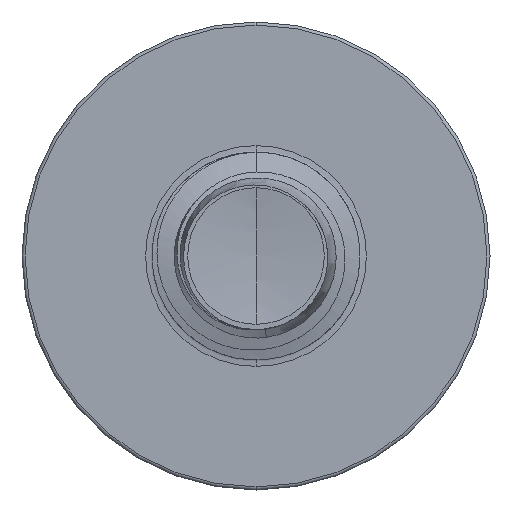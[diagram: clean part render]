
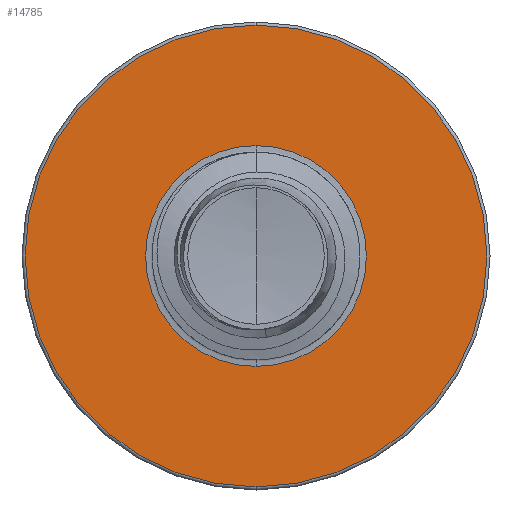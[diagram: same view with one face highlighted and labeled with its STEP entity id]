
A CAD part, front view. The second image highlights one B-rep face of the part: STEP entity #14785.
In plain terms, the highlighted planar face has unit normal (0, -1, 0).
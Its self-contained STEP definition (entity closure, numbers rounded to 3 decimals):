
#361 = DIRECTION ( 'NONE',  ( 0., 0., 1. ) ) ;
#878 = CARTESIAN_POINT ( 'NONE',  ( 0., 7.5, -6.66 ) ) ;
#1611 = EDGE_CURVE ( 'NONE', #3583, #3252, #11471, .T. ) ;
#2005 = AXIS2_PLACEMENT_3D ( 'NONE', #17825, #9305, #361 ) ;
#2490 = CARTESIAN_POINT ( 'NONE',  ( 0., 7.5, 6.66 ) ) ;
#2529 = EDGE_CURVE ( 'NONE', #11796, #9029, #4351, .T. ) ;
#2709 = PLANE ( 'NONE',  #15288 ) ;
#3252 = VERTEX_POINT ( 'NONE', #2490 ) ;
#3583 = VERTEX_POINT ( 'NONE', #878 ) ;
#4000 = ORIENTED_EDGE ( 'NONE', *, *, #1611, .F. ) ;
#4010 = AXIS2_PLACEMENT_3D ( 'NONE', #10403, #11638, #11749 ) ;
#4179 = EDGE_LOOP ( 'NONE', ( #6878, #7013 ) ) ;
#4273 = FACE_OUTER_BOUND ( 'NONE', #13836, .T. ) ;
#4335 = DIRECTION ( 'NONE',  ( 0., 0., 1. ) ) ;
#4351 = CIRCLE ( 'NONE', #9543, 3.186 ) ;
#6017 = DIRECTION ( 'NONE',  ( 0., 0., 1. ) ) ;
#6036 = DIRECTION ( 'NONE',  ( 0., 1., 0. ) ) ;
#6054 = CARTESIAN_POINT ( 'NONE',  ( 0., 7.5, 0. ) ) ;
#6878 = ORIENTED_EDGE ( 'NONE', *, *, #18792, .T. ) ;
#7013 = ORIENTED_EDGE ( 'NONE', *, *, #2529, .T. ) ;
#7693 = FACE_BOUND ( 'NONE', #4179, .T. ) ;
#8118 = DIRECTION ( 'NONE',  ( 0., 1., 0. ) ) ;
#9029 = VERTEX_POINT ( 'NONE', #10482 ) ;
#9305 = DIRECTION ( 'NONE',  ( 0., 1., 0. ) ) ;
#9543 = AXIS2_PLACEMENT_3D ( 'NONE', #6054, #6036, #6017 ) ;
#10403 = CARTESIAN_POINT ( 'NONE',  ( 0., 7.5, 0. ) ) ;
#10482 = CARTESIAN_POINT ( 'NONE',  ( 0., 7.5, 3.186 ) ) ;
#11471 = CIRCLE ( 'NONE', #4010, 6.66 ) ;
#11638 = DIRECTION ( 'NONE',  ( 0., 1., 0. ) ) ;
#11749 = DIRECTION ( 'NONE',  ( 0., 0., 1. ) ) ;
#11796 = VERTEX_POINT ( 'NONE', #18637 ) ;
#13109 = DIRECTION ( 'NONE',  ( 0., 1., 0. ) ) ;
#13836 = EDGE_LOOP ( 'NONE', ( #15470, #4000 ) ) ;
#14480 = CARTESIAN_POINT ( 'NONE',  ( 0., 7.5, -3.186 ) ) ;
#14785 = ADVANCED_FACE ( 'NONE', ( #4273, #7693 ), #2709, .F. ) ;
#14951 = CIRCLE ( 'NONE', #2005, 6.66 ) ;
#15051 = AXIS2_PLACEMENT_3D ( 'NONE', #16735, #8118, #18086 ) ;
#15288 = AXIS2_PLACEMENT_3D ( 'NONE', #14480, #13109, #4335 ) ;
#15470 = ORIENTED_EDGE ( 'NONE', *, *, #17050, .F. ) ;
#16735 = CARTESIAN_POINT ( 'NONE',  ( 0., 7.5, 0. ) ) ;
#17050 = EDGE_CURVE ( 'NONE', #3252, #3583, #14951, .T. ) ;
#17825 = CARTESIAN_POINT ( 'NONE',  ( 0., 7.5, 0. ) ) ;
#18086 = DIRECTION ( 'NONE',  ( 0., 0., 1. ) ) ;
#18320 = CIRCLE ( 'NONE', #15051, 3.186 ) ;
#18637 = CARTESIAN_POINT ( 'NONE',  ( 0., 7.5, -3.186 ) ) ;
#18792 = EDGE_CURVE ( 'NONE', #9029, #11796, #18320, .T. ) ;
